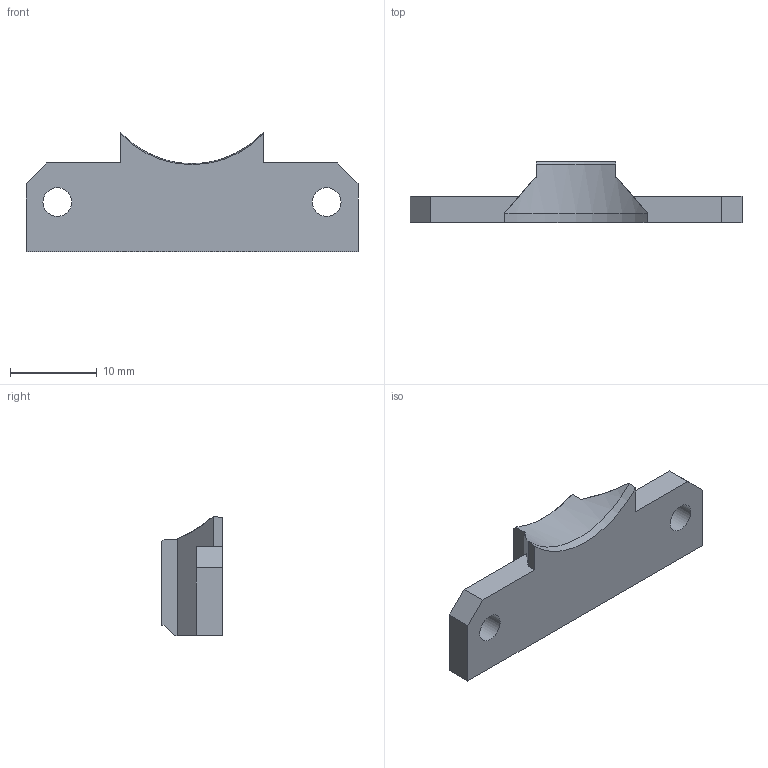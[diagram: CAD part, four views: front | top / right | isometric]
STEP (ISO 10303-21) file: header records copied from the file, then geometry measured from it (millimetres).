
FILE_DESCRIPTION(/* description */ (''),/* implementation_level */ '2;1');
FILE_NAME(/* name */ 'MB-Z10.z-axis.MB-z-motor-slot.step',/* time_stamp */ '2023-03-27T17:12:34+02:00',/* author */ (''),/* organization */ (''),/* preprocessor_version */ 'ST-DEVELOPER v19.2',/* originating_system */ 'Autodesk Translation Framework v11.17.0.187',/* authorisation */ '');
FILE_SCHEMA (('AUTOMOTIVE_DESIGN { 1 0 10303 214 3 1 1 }'));
Length unit declared in the file: millimetre
Products named in the file (1): MB-z-motor-slot
Bounding box: 38.2 x 7 x 13.72 mm (x, y, z)
Volume: 1565.2 mm3; surface area: 1264.3 mm2
Topology: 1 solids, 1 shells, 34 faces, 92 edges, 60 vertices
Faces by surface type: plane 23, cylinder 5, bspline 4, cone 2
Full cylindrical faces by diameter (mm): 3.3 x2
Entity records: 1147 total; most frequent: CARTESIAN_POINT 255, ORIENTED_EDGE 184, DIRECTION 170, EDGE_CURVE 92, LINE 68, VECTOR 68, VERTEX_POINT 60, AXIS2_PLACEMENT_3D 51
